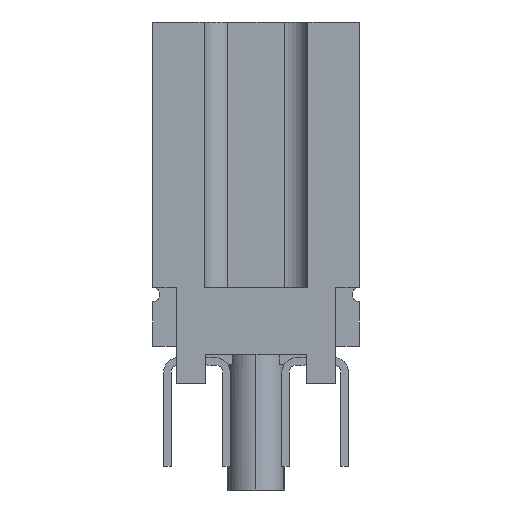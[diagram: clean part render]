
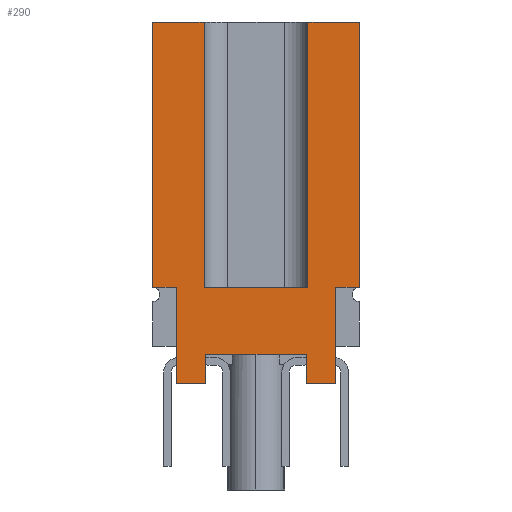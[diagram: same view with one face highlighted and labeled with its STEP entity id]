
A CAD part, left-side view. The second image highlights one B-rep face of the part: STEP entity #290.
In plain terms, the highlighted planar face has unit normal (-1, 0, 0).
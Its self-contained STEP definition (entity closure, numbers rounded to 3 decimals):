
#290=ADVANCED_FACE('',(#3163),#3164,.F.);
#3163=FACE_OUTER_BOUND('',#8781,.T.);
#3164=PLANE('',#8782);
#8781=EDGE_LOOP('',(#15651,#15652,#15653,#15654,#15655,#15656,#15657,#15658,#15659,#15660,#15661,#15662,#15663,#15664,#15665,#15666));
#8782=AXIS2_PLACEMENT_3D('',#15667,#15668,#15669);
#15651=ORIENTED_EDGE('',*,*,#37900,.F.);
#15652=ORIENTED_EDGE('',*,*,#37901,.F.);
#15653=ORIENTED_EDGE('',*,*,#37902,.F.);
#15654=ORIENTED_EDGE('',*,*,#37903,.F.);
#15655=ORIENTED_EDGE('',*,*,#37904,.T.);
#15656=ORIENTED_EDGE('',*,*,#37905,.F.);
#15657=ORIENTED_EDGE('',*,*,#37906,.T.);
#15658=ORIENTED_EDGE('',*,*,#37907,.F.);
#15659=ORIENTED_EDGE('',*,*,#37908,.T.);
#15660=ORIENTED_EDGE('',*,*,#37909,.F.);
#15661=ORIENTED_EDGE('',*,*,#37910,.T.);
#15662=ORIENTED_EDGE('',*,*,#37911,.F.);
#15663=ORIENTED_EDGE('',*,*,#37912,.F.);
#15664=ORIENTED_EDGE('',*,*,#37913,.F.);
#15665=ORIENTED_EDGE('',*,*,#37914,.T.);
#15666=ORIENTED_EDGE('',*,*,#37915,.T.);
#15667=CARTESIAN_POINT('',(-42.418,0.0,0.0));
#15668=DIRECTION('',(1.0,0.0,0.0));
#15669=DIRECTION('',(0.0,1.0,0.0));
#37900=EDGE_CURVE('',#46385,#46386,#46387,.T.);
#37901=EDGE_CURVE('',#46388,#46385,#46389,.T.);
#37902=EDGE_CURVE('',#46390,#46388,#46391,.T.);
#37903=EDGE_CURVE('',#46392,#46390,#46393,.T.);
#37904=EDGE_CURVE('',#46392,#46394,#46395,.T.);
#37905=EDGE_CURVE('',#46396,#46394,#46397,.T.);
#37906=EDGE_CURVE('',#46396,#46398,#46399,.T.);
#37907=EDGE_CURVE('',#46400,#46398,#46401,.T.);
#37908=EDGE_CURVE('',#46400,#46402,#46403,.T.);
#37909=EDGE_CURVE('',#46404,#46402,#46405,.T.);
#37910=EDGE_CURVE('',#46404,#46406,#46407,.T.);
#37911=EDGE_CURVE('',#46408,#46406,#46409,.T.);
#37912=EDGE_CURVE('',#46410,#46408,#46411,.T.);
#37913=EDGE_CURVE('',#46412,#46410,#46413,.T.);
#37914=EDGE_CURVE('',#46412,#46414,#46415,.T.);
#37915=EDGE_CURVE('',#46414,#46386,#46416,.T.);
#46385=VERTEX_POINT('',#59381);
#46386=VERTEX_POINT('',#59382);
#46387=LINE('',#59383,#59384);
#46388=VERTEX_POINT('',#59385);
#46389=LINE('',#59386,#59387);
#46390=VERTEX_POINT('',#59388);
#46391=LINE('',#59389,#59390);
#46392=VERTEX_POINT('',#59391);
#46393=LINE('',#59392,#59393);
#46394=VERTEX_POINT('',#59394);
#46395=LINE('',#59395,#59396);
#46396=VERTEX_POINT('',#59397);
#46397=LINE('',#59398,#59399);
#46398=VERTEX_POINT('',#59400);
#46399=LINE('',#59401,#59402);
#46400=VERTEX_POINT('',#59403);
#46401=LINE('',#59404,#59405);
#46402=VERTEX_POINT('',#59406);
#46403=LINE('',#59407,#59408);
#46404=VERTEX_POINT('',#59409);
#46405=LINE('',#59410,#59411);
#46406=VERTEX_POINT('',#59412);
#46407=LINE('',#59413,#59414);
#46408=VERTEX_POINT('',#59415);
#46409=LINE('',#59416,#59417);
#46410=VERTEX_POINT('',#59418);
#46411=LINE('',#59419,#59420);
#46412=VERTEX_POINT('',#59421);
#46413=LINE('',#59422,#59423);
#46414=VERTEX_POINT('',#59424);
#46415=LINE('',#59425,#59426);
#46416=LINE('',#59427,#59428);
#59381=CARTESIAN_POINT('',(-42.418,2.235,0.0));
#59382=CARTESIAN_POINT('',(-42.418,2.235,-11.43));
#59383=CARTESIAN_POINT('',(-42.418,2.235,0.0));
#59384=VECTOR('',#77451,11.43);
#59385=CARTESIAN_POINT('',(-42.418,4.445,0.0));
#59386=CARTESIAN_POINT('',(-42.418,4.445,0.0));
#59387=VECTOR('',#77452,2.21);
#59388=CARTESIAN_POINT('',(-42.418,4.445,-11.417));
#59389=CARTESIAN_POINT('',(-42.418,4.445,-11.417));
#59390=VECTOR('',#77453,11.417);
#59391=CARTESIAN_POINT('',(-42.418,3.429,-11.417));
#59392=CARTESIAN_POINT('',(-42.418,3.429,-11.417));
#59393=VECTOR('',#77454,1.016);
#59394=CARTESIAN_POINT('',(-42.418,3.429,-15.558));
#59395=CARTESIAN_POINT('',(-42.418,3.429,-11.417));
#59396=VECTOR('',#77455,4.14);
#59397=CARTESIAN_POINT('',(-42.418,2.159,-15.558));
#59398=CARTESIAN_POINT('',(-42.418,2.159,-15.558));
#59399=VECTOR('',#77456,1.27);
#59400=CARTESIAN_POINT('',(-42.418,2.159,-14.288));
#59401=CARTESIAN_POINT('',(-42.418,2.159,-15.558));
#59402=VECTOR('',#77457,1.27);
#59403=CARTESIAN_POINT('',(-42.418,-2.159,-14.288));
#59404=CARTESIAN_POINT('',(-42.418,-2.159,-14.288));
#59405=VECTOR('',#77458,4.318);
#59406=CARTESIAN_POINT('',(-42.418,-2.159,-15.558));
#59407=CARTESIAN_POINT('',(-42.418,-2.159,-14.288));
#59408=VECTOR('',#77459,1.27);
#59409=CARTESIAN_POINT('',(-42.418,-3.429,-15.558));
#59410=CARTESIAN_POINT('',(-42.418,-3.429,-15.558));
#59411=VECTOR('',#77460,1.27);
#59412=CARTESIAN_POINT('',(-42.418,-3.429,-11.417));
#59413=CARTESIAN_POINT('',(-42.418,-3.429,-15.558));
#59414=VECTOR('',#77461,4.14);
#59415=CARTESIAN_POINT('',(-42.418,-4.445,-11.417));
#59416=CARTESIAN_POINT('',(-42.418,-4.445,-11.417));
#59417=VECTOR('',#77462,1.016);
#59418=CARTESIAN_POINT('',(-42.418,-4.445,0.0));
#59419=CARTESIAN_POINT('',(-42.418,-4.445,0.0));
#59420=VECTOR('',#77463,11.417);
#59421=CARTESIAN_POINT('',(-42.418,-2.235,0.0));
#59422=CARTESIAN_POINT('',(-42.418,-2.235,0.0));
#59423=VECTOR('',#77464,2.21);
#59424=CARTESIAN_POINT('',(-42.418,-2.235,-11.43));
#59425=CARTESIAN_POINT('',(-42.418,-2.235,0.0));
#59426=VECTOR('',#77465,11.43);
#59427=CARTESIAN_POINT('',(-42.418,-2.235,-11.43));
#59428=VECTOR('',#77466,4.47);
#77451=DIRECTION('',(0.0,0.0,-1.0));
#77452=DIRECTION('',(0.0,-1.0,0.0));
#77453=DIRECTION('',(0.0,0.0,1.0));
#77454=DIRECTION('',(0.0,1.0,0.0));
#77455=DIRECTION('',(0.0,0.0,-1.0));
#77456=DIRECTION('',(0.0,1.0,0.0));
#77457=DIRECTION('',(0.0,0.0,1.0));
#77458=DIRECTION('',(0.0,1.0,0.0));
#77459=DIRECTION('',(0.0,0.0,-1.0));
#77460=DIRECTION('',(0.0,1.0,0.0));
#77461=DIRECTION('',(0.0,0.0,1.0));
#77462=DIRECTION('',(0.0,1.0,0.0));
#77463=DIRECTION('',(0.0,0.0,-1.0));
#77464=DIRECTION('',(0.0,-1.0,0.0));
#77465=DIRECTION('',(0.0,0.0,-1.0));
#77466=DIRECTION('',(0.0,1.0,0.0));
